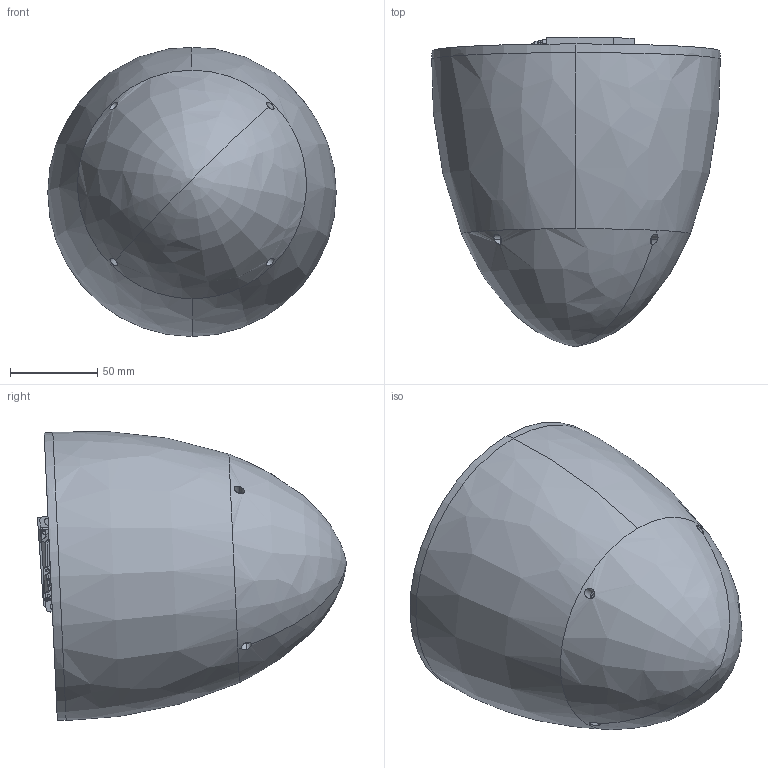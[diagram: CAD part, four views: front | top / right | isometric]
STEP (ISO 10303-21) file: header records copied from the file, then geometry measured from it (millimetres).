
FILE_DESCRIPTION(/* description */ ('STEP AP203'),/* implementation_level */ '2;1');
FILE_NAME(/* name */ 'rotate_test',/* time_stamp */ '2022-10-17T12:17:11-04:00',/* author */ (' '),/* organization */ (' '),/* preprocessor_version */ 'ST-DEVELOPER v18.101',/* originating_system */ ' ',/* authorisation */ ' ');
FILE_SCHEMA (('CONFIG_CONTROL_DESIGN'));
Products named in the file (2): MOTOR_HEAD_2
Bounding box: 165 x 176.88 x 165.33 mm (x, y, z)
Volume: 1495.3 mm3; surface area: 204761.2 mm2
Topology: 1 solids, 2 shells, 1827 faces, 4709 edges, 2923 vertices
Faces by surface type: plane 640, cylinder 603, cone 518, torus 44, bspline 20, sphere 2
Entity records: 57650 total; most frequent: CARTESIAN_POINT 12870, DIRECTION 9493, ORIENTED_EDGE 9378, EDGE_CURVE 4703, AXIS2_PLACEMENT_3D 3518, VERTEX_POINT 2923, LINE 2457, VECTOR 2457
